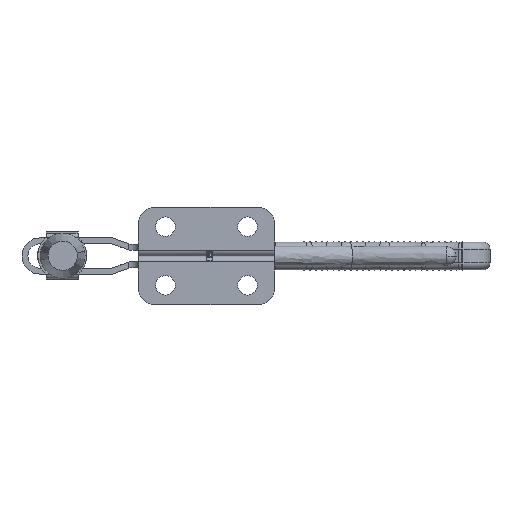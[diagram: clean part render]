
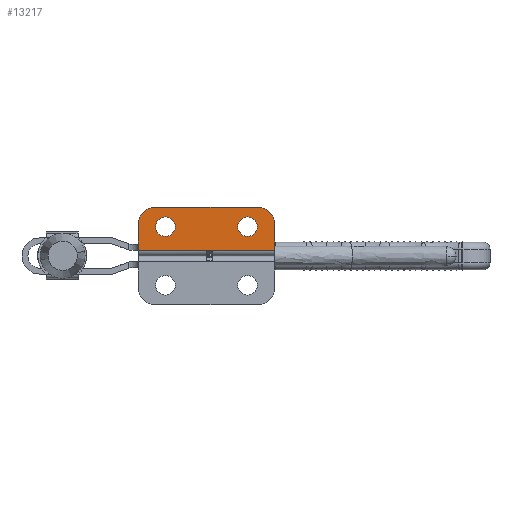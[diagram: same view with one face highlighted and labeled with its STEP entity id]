
A CAD part, front view. The second image highlights one B-rep face of the part: STEP entity #13217.
In plain terms, the highlighted planar face has unit normal (0, -1, 0).
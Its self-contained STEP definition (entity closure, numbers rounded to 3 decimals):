
#25 = CARTESIAN_POINT ( 'NONE',  ( 56., 0., 10. ) ) ;
#339 = DIRECTION ( 'NONE',  ( 0., 0., 1. ) ) ;
#1174 = EDGE_LOOP ( 'NONE', ( #4622, #34999 ) ) ;
#2324 = AXIS2_PLACEMENT_3D ( 'NONE', #11021, #38943, #15034 ) ;
#2544 = VERTEX_POINT ( 'NONE', #7542 ) ;
#2686 = CARTESIAN_POINT ( 'NONE',  ( 9., 0., 16. ) ) ;
#2878 = CARTESIAN_POINT ( 'NONE',  ( 9., 0., 25. ) ) ;
#3309 = DIRECTION ( 'NONE',  ( 0., 0., 1. ) ) ;
#4136 = VERTEX_POINT ( 'NONE', #9550 ) ;
#4622 = ORIENTED_EDGE ( 'NONE', *, *, #29178, .T. ) ;
#4762 = CARTESIAN_POINT ( 'NONE',  ( 61., 0., 25. ) ) ;
#5053 = EDGE_CURVE ( 'NONE', #4136, #20185, #9141, .T. ) ;
#5539 = EDGE_CURVE ( 'NONE', #6999, #32775, #27177, .T. ) ;
#5549 = FACE_BOUND ( 'NONE', #13278, .T. ) ;
#6026 = VERTEX_POINT ( 'NONE', #43066 ) ;
#6680 = DIRECTION ( 'NONE',  ( 0., 0., 1. ) ) ;
#6999 = VERTEX_POINT ( 'NONE', #30703 ) ;
#7542 = CARTESIAN_POINT ( 'NONE',  ( 9., 0., 25. ) ) ;
#7913 = EDGE_CURVE ( 'NONE', #13264, #12302, #24534, .T. ) ;
#8618 = CARTESIAN_POINT ( 'NONE',  ( 56., 0., 15. ) ) ;
#9027 = DIRECTION ( 'NONE',  ( 0., 0., -1. ) ) ;
#9141 = CIRCLE ( 'NONE', #39111, 5. ) ;
#9550 = CARTESIAN_POINT ( 'NONE',  ( 56., 0., 20. ) ) ;
#9852 = VECTOR ( 'NONE', #41193, 1000. ) ;
#10297 = CIRCLE ( 'NONE', #48869, 5. ) ;
#10463 = VECTOR ( 'NONE', #26743, 1000. ) ;
#11021 = CARTESIAN_POINT ( 'NONE',  ( 14., 0., 15. ) ) ;
#11433 = LINE ( 'NONE', #12881, #40748 ) ;
#11639 = ORIENTED_EDGE ( 'NONE', *, *, #7913, .F. ) ;
#12022 = CARTESIAN_POINT ( 'NONE',  ( 56., 0., 15. ) ) ;
#12302 = VERTEX_POINT ( 'NONE', #41281 ) ;
#12347 = CIRCLE ( 'NONE', #23984, 9. ) ;
#12618 = DIRECTION ( 'NONE',  ( 0., 0., 1. ) ) ;
#12881 = CARTESIAN_POINT ( 'NONE',  ( 0., 0., 3. ) ) ;
#13217 = ADVANCED_FACE ( 'NONE', ( #46774, #45492, #5549 ), #47813, .F. ) ;
#13264 = VERTEX_POINT ( 'NONE', #40279 ) ;
#13278 = EDGE_LOOP ( 'NONE', ( #46644, #14094 ) ) ;
#13938 = EDGE_CURVE ( 'NONE', #6026, #12302, #21692, .T. ) ;
#14094 = ORIENTED_EDGE ( 'NONE', *, *, #5053, .T. ) ;
#14151 = VERTEX_POINT ( 'NONE', #22992 ) ;
#14384 = ORIENTED_EDGE ( 'NONE', *, *, #33175, .T. ) ;
#15034 = DIRECTION ( 'NONE',  ( 0., 0., 1. ) ) ;
#15537 = CARTESIAN_POINT ( 'NONE',  ( 14., 0., 10. ) ) ;
#16019 = DIRECTION ( 'NONE',  ( 0., 0., 1. ) ) ;
#16972 = EDGE_CURVE ( 'NONE', #23448, #13264, #12347, .T. ) ;
#18422 = DIRECTION ( 'NONE',  ( 0., 1., 0. ) ) ;
#20185 = VERTEX_POINT ( 'NONE', #25 ) ;
#20196 = CARTESIAN_POINT ( 'NONE',  ( 0., 0., 3. ) ) ;
#21692 = LINE ( 'NONE', #49015, #9852 ) ;
#22194 = CIRCLE ( 'NONE', #41403, 5. ) ;
#22863 = ORIENTED_EDGE ( 'NONE', *, *, #38566, .F. ) ;
#22992 = CARTESIAN_POINT ( 'NONE',  ( 0., 0., 16. ) ) ;
#23272 = AXIS2_PLACEMENT_3D ( 'NONE', #2686, #30542, #6680 ) ;
#23448 = VERTEX_POINT ( 'NONE', #4762 ) ;
#23984 = AXIS2_PLACEMENT_3D ( 'NONE', #51108, #27167, #3309 ) ;
#24216 = DIRECTION ( 'NONE',  ( 0., 1., 0. ) ) ;
#24534 = LINE ( 'NONE', #36926, #27024 ) ;
#26743 = DIRECTION ( 'NONE',  ( 1., 0., 0. ) ) ;
#27024 = VECTOR ( 'NONE', #9027, 1000. ) ;
#27167 = DIRECTION ( 'NONE',  ( 0., 1., 0. ) ) ;
#27177 = CIRCLE ( 'NONE', #2324, 5. ) ;
#27744 = EDGE_CURVE ( 'NONE', #2544, #23448, #42308, .T. ) ;
#29178 = EDGE_CURVE ( 'NONE', #32775, #6999, #22194, .T. ) ;
#30542 = DIRECTION ( 'NONE',  ( 0., 1., 0. ) ) ;
#30703 = CARTESIAN_POINT ( 'NONE',  ( 14., 0., 20. ) ) ;
#32559 = DIRECTION ( 'NONE',  ( 0., 0., -1. ) ) ;
#32775 = VERTEX_POINT ( 'NONE', #15537 ) ;
#33175 = EDGE_CURVE ( 'NONE', #14151, #6026, #11433, .T. ) ;
#33365 = ORIENTED_EDGE ( 'NONE', *, *, #27744, .F. ) ;
#34952 = AXIS2_PLACEMENT_3D ( 'NONE', #20196, #24216, #339 ) ;
#34999 = ORIENTED_EDGE ( 'NONE', *, *, #5539, .T. ) ;
#36499 = DIRECTION ( 'NONE',  ( 0., 1., 0. ) ) ;
#36926 = CARTESIAN_POINT ( 'NONE',  ( 70., 0., 3. ) ) ;
#38566 = EDGE_CURVE ( 'NONE', #14151, #2544, #42812, .T. ) ;
#38943 = DIRECTION ( 'NONE',  ( 0., 1., 0. ) ) ;
#39111 = AXIS2_PLACEMENT_3D ( 'NONE', #8618, #36499, #12618 ) ;
#39935 = DIRECTION ( 'NONE',  ( 0., 1., 0. ) ) ;
#40033 = ORIENTED_EDGE ( 'NONE', *, *, #13938, .T. ) ;
#40162 = EDGE_LOOP ( 'NONE', ( #14384, #40033, #11639, #42182, #33365, #22863 ) ) ;
#40279 = CARTESIAN_POINT ( 'NONE',  ( 70., 0., 16. ) ) ;
#40748 = VECTOR ( 'NONE', #32559, 1000. ) ;
#41193 = DIRECTION ( 'NONE',  ( 1., 0., 0. ) ) ;
#41281 = CARTESIAN_POINT ( 'NONE',  ( 70., 0., 3. ) ) ;
#41403 = AXIS2_PLACEMENT_3D ( 'NONE', #42377, #18422, #46374 ) ;
#42182 = ORIENTED_EDGE ( 'NONE', *, *, #16972, .F. ) ;
#42308 = LINE ( 'NONE', #2878, #10463 ) ;
#42377 = CARTESIAN_POINT ( 'NONE',  ( 14., 0., 15. ) ) ;
#42812 = CIRCLE ( 'NONE', #23272, 9. ) ;
#43066 = CARTESIAN_POINT ( 'NONE',  ( 0., 0., 3. ) ) ;
#45492 = FACE_BOUND ( 'NONE', #1174, .T. ) ;
#45973 = EDGE_CURVE ( 'NONE', #20185, #4136, #10297, .T. ) ;
#46374 = DIRECTION ( 'NONE',  ( 0., 0., 1. ) ) ;
#46644 = ORIENTED_EDGE ( 'NONE', *, *, #45973, .T. ) ;
#46774 = FACE_OUTER_BOUND ( 'NONE', #40162, .T. ) ;
#47813 = PLANE ( 'NONE',  #34952 ) ;
#48869 = AXIS2_PLACEMENT_3D ( 'NONE', #12022, #39935, #16019 ) ;
#49015 = CARTESIAN_POINT ( 'NONE',  ( 0., 0., 3. ) ) ;
#51108 = CARTESIAN_POINT ( 'NONE',  ( 61., 0., 16. ) ) ;
